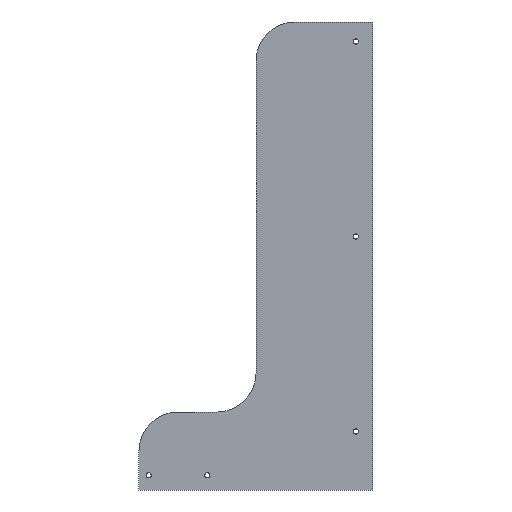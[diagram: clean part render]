
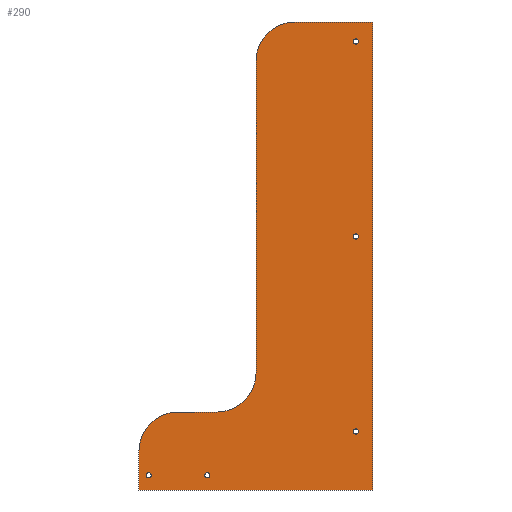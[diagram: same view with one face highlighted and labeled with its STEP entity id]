
A CAD part, left-side view. The second image highlights one B-rep face of the part: STEP entity #290.
In plain terms, the highlighted planar face has unit normal (-1, 0, 0).
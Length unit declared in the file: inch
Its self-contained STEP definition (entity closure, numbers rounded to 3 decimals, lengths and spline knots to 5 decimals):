
#23=FACE_BOUND('',#55,.T.);
#24=FACE_BOUND('',#56,.T.);
#25=FACE_BOUND('',#57,.T.);
#26=FACE_BOUND('',#58,.T.);
#27=FACE_BOUND('',#59,.T.);
#38=FACE_OUTER_BOUND('',#54,.T.);
#54=EDGE_LOOP('',(#208,#209,#210,#211,#212,#213,#214,#215,#216));
#55=EDGE_LOOP('',(#217));
#56=EDGE_LOOP('',(#218));
#57=EDGE_LOOP('',(#219));
#58=EDGE_LOOP('',(#220));
#59=EDGE_LOOP('',(#221));
#85=LINE('',#439,#106);
#86=LINE('',#443,#107);
#87=LINE('',#447,#108);
#88=LINE('',#449,#109);
#89=LINE('',#451,#110);
#90=LINE('',#452,#111);
#106=VECTOR('',#352,16.);
#107=VECTOR('',#355,2.);
#108=VECTOR('',#358,2.);
#109=VECTOR('',#359,12.);
#110=VECTOR('',#360,24.);
#111=VECTOR('',#361,4.);
#127=CIRCLE('',#315,2.);
#128=CIRCLE('',#316,2.);
#129=CIRCLE('',#317,2.);
#130=CIRCLE('',#318,0.1325);
#131=CIRCLE('',#319,0.1325);
#132=CIRCLE('',#320,0.1325);
#133=CIRCLE('',#321,0.1325);
#134=CIRCLE('',#322,0.1325);
#143=VERTEX_POINT('',#435);
#144=VERTEX_POINT('',#436);
#145=VERTEX_POINT('',#438);
#146=VERTEX_POINT('',#440);
#147=VERTEX_POINT('',#442);
#148=VERTEX_POINT('',#444);
#149=VERTEX_POINT('',#446);
#150=VERTEX_POINT('',#448);
#151=VERTEX_POINT('',#450);
#152=VERTEX_POINT('',#453);
#153=VERTEX_POINT('',#455);
#154=VERTEX_POINT('',#457);
#155=VERTEX_POINT('',#459);
#156=VERTEX_POINT('',#461);
#171=EDGE_CURVE('',#143,#144,#127,.T.);
#172=EDGE_CURVE('',#143,#145,#85,.T.);
#173=EDGE_CURVE('',#146,#145,#128,.T.);
#174=EDGE_CURVE('',#146,#147,#86,.T.);
#175=EDGE_CURVE('',#148,#147,#129,.T.);
#176=EDGE_CURVE('',#148,#149,#87,.T.);
#177=EDGE_CURVE('',#149,#150,#88,.T.);
#178=EDGE_CURVE('',#150,#151,#89,.T.);
#179=EDGE_CURVE('',#151,#144,#90,.T.);
#180=EDGE_CURVE('',#152,#152,#130,.T.);
#181=EDGE_CURVE('',#153,#153,#131,.T.);
#182=EDGE_CURVE('',#154,#154,#132,.T.);
#183=EDGE_CURVE('',#155,#155,#133,.T.);
#184=EDGE_CURVE('',#156,#156,#134,.T.);
#208=ORIENTED_EDGE('',*,*,#171,.F.);
#209=ORIENTED_EDGE('',*,*,#172,.T.);
#210=ORIENTED_EDGE('',*,*,#173,.F.);
#211=ORIENTED_EDGE('',*,*,#174,.T.);
#212=ORIENTED_EDGE('',*,*,#175,.F.);
#213=ORIENTED_EDGE('',*,*,#176,.T.);
#214=ORIENTED_EDGE('',*,*,#177,.T.);
#215=ORIENTED_EDGE('',*,*,#178,.T.);
#216=ORIENTED_EDGE('',*,*,#179,.T.);
#217=ORIENTED_EDGE('',*,*,#180,.F.);
#218=ORIENTED_EDGE('',*,*,#181,.F.);
#219=ORIENTED_EDGE('',*,*,#182,.F.);
#220=ORIENTED_EDGE('',*,*,#183,.F.);
#221=ORIENTED_EDGE('',*,*,#184,.F.);
#282=PLANE('',#314);
#290=ADVANCED_FACE('',(#38,#23,#24,#25,#26,#27),#282,.F.);
#314=AXIS2_PLACEMENT_3D('',#434,#348,#349);
#315=AXIS2_PLACEMENT_3D('',#437,#350,#351);
#316=AXIS2_PLACEMENT_3D('',#441,#353,#354);
#317=AXIS2_PLACEMENT_3D('',#445,#356,#357);
#318=AXIS2_PLACEMENT_3D('',#454,#362,#363);
#319=AXIS2_PLACEMENT_3D('',#456,#364,#365);
#320=AXIS2_PLACEMENT_3D('',#458,#366,#367);
#321=AXIS2_PLACEMENT_3D('',#460,#368,#369);
#322=AXIS2_PLACEMENT_3D('',#462,#370,#371);
#348=DIRECTION('center_axis',(1.,0.,0.));
#349=DIRECTION('ref_axis',(0.,0.,-1.));
#350=DIRECTION('center_axis',(1.,0.,0.));
#351=DIRECTION('ref_axis',(0.,1.,0.));
#352=DIRECTION('',(0.,0.,-1.));
#353=DIRECTION('center_axis',(-1.,0.,0.));
#354=DIRECTION('ref_axis',(0.,0.,-1.));
#355=DIRECTION('',(0.,1.,0.));
#356=DIRECTION('center_axis',(1.,0.,0.));
#357=DIRECTION('ref_axis',(0.,1.,0.));
#358=DIRECTION('',(0.,0.,-1.));
#359=DIRECTION('',(0.,-1.,0.));
#360=DIRECTION('',(0.,0.,1.));
#361=DIRECTION('',(0.,1.,0.));
#362=DIRECTION('center_axis',(-1.,0.,0.));
#363=DIRECTION('ref_axis',(0.,0.,1.));
#364=DIRECTION('center_axis',(-1.,0.,0.));
#365=DIRECTION('ref_axis',(0.,0.,1.));
#366=DIRECTION('center_axis',(-1.,0.,0.));
#367=DIRECTION('ref_axis',(0.,0.,1.));
#368=DIRECTION('center_axis',(-1.,0.,0.));
#369=DIRECTION('ref_axis',(0.,0.,1.));
#370=DIRECTION('center_axis',(-1.,0.,0.));
#371=DIRECTION('ref_axis',(0.,0.,1.));
#434=CARTESIAN_POINT('Origin',(0.,0.,0.));
#435=CARTESIAN_POINT('',(0.,6.,22.));
#436=CARTESIAN_POINT('',(0.,4.,24.));
#437=CARTESIAN_POINT('Origin',(0.,4.,22.));
#438=CARTESIAN_POINT('',(0.,6.,6.));
#439=CARTESIAN_POINT('',(0.,6.,22.));
#440=CARTESIAN_POINT('',(0.,8.,4.));
#441=CARTESIAN_POINT('Origin',(0.,8.,6.));
#442=CARTESIAN_POINT('',(0.,10.,4.));
#443=CARTESIAN_POINT('',(0.,8.,4.));
#444=CARTESIAN_POINT('',(0.,12.,2.));
#445=CARTESIAN_POINT('Origin',(0.,10.,2.));
#446=CARTESIAN_POINT('',(0.,12.,0.));
#447=CARTESIAN_POINT('',(0.,12.,2.));
#448=CARTESIAN_POINT('',(0.,0.,0.));
#449=CARTESIAN_POINT('',(0.,12.,0.));
#450=CARTESIAN_POINT('',(0.,0.,24.));
#451=CARTESIAN_POINT('',(0.,0.,0.));
#452=CARTESIAN_POINT('',(0.,0.,24.));
#453=CARTESIAN_POINT('',(0.,0.875,23.1325));
#454=CARTESIAN_POINT('Origin',(0.,0.875,23.));
#455=CARTESIAN_POINT('',(0.,0.875,13.1325));
#456=CARTESIAN_POINT('Origin',(0.,0.875,13.));
#457=CARTESIAN_POINT('',(0.,0.875,3.1325));
#458=CARTESIAN_POINT('Origin',(0.,0.875,3.));
#459=CARTESIAN_POINT('',(0.,11.5,0.6175));
#460=CARTESIAN_POINT('Origin',(0.,11.5,0.75));
#461=CARTESIAN_POINT('',(0.,8.5,0.6175));
#462=CARTESIAN_POINT('Origin',(0.,8.5,0.75));
